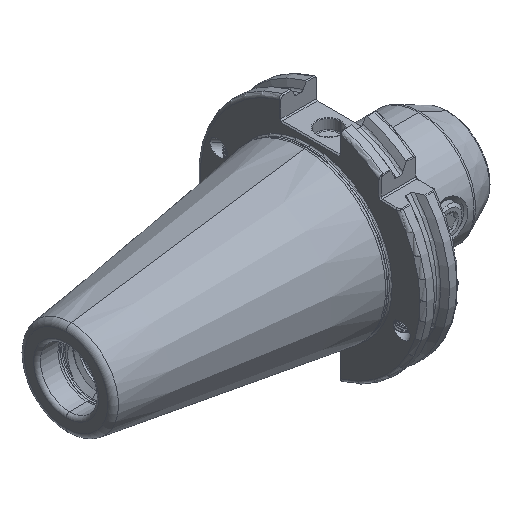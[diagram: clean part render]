
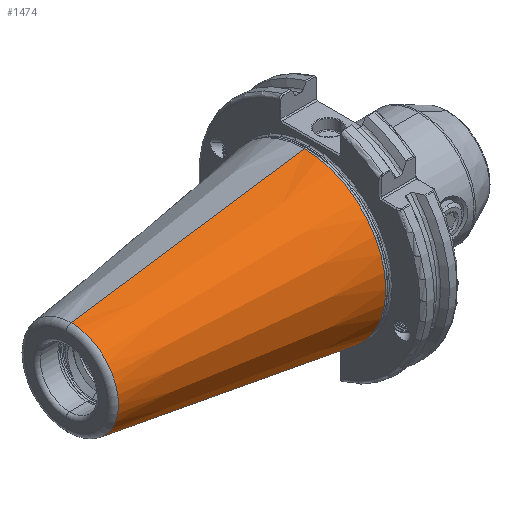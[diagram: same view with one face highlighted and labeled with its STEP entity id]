
A CAD part, isometric view. The second image highlights one B-rep face of the part: STEP entity #1474.
In plain terms, the highlighted conical face has half-angle 8.297 degrees and reference radius 35.392 mm.
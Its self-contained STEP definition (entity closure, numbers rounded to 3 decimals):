
#1063 = ORIENTED_EDGE ( 'NONE', *, *, #15617, .F. ) ;
#1076 = ORIENTED_EDGE ( 'NONE', *, *, #15873, .F. ) ;
#1092 = ORIENTED_EDGE ( 'NONE', *, *, #15914, .T. ) ;
#1097 = ORIENTED_EDGE ( 'NONE', *, *, #15634, .T. ) ;
#1100 = ORIENTED_EDGE ( 'NONE', *, *, #15921, .F. ) ;
#1474 = ADVANCED_FACE ( 'NONE', ( #28151 ), #28205, .T. ) ;
#3774 = CIRCLE ( 'NONE', #12433, 20.399 ) ;
#3782 = CIRCLE ( 'NONE', #12439, 35.027 ) ;
#7996 = CARTESIAN_POINT ( 'NONE',  ( -2.5, 0., 0. ) ) ;
#8001 = DIRECTION ( 'NONE',  ( 0., 1., 0. ) ) ;
#8014 = DIRECTION ( 'NONE',  ( 1., 0., 0. ) ) ;
#8121 = CARTESIAN_POINT ( 'NONE',  ( -102.811, 0., 0. ) ) ;
#8122 = DIRECTION ( 'NONE',  ( 1., 0., 0. ) ) ;
#8129 = DIRECTION ( 'NONE',  ( 0., 0., 1. ) ) ;
#12186 = AXIS2_PLACEMENT_3D ( 'NONE', #30830, #30854, #30831 ) ;
#12433 = AXIS2_PLACEMENT_3D ( 'NONE', #8121, #8122, #8129 ) ;
#12439 = AXIS2_PLACEMENT_3D ( 'NONE', #7996, #8014, #8001 ) ;
#12486 = AXIS2_PLACEMENT_3D ( 'NONE', #27591, #27600, #27586 ) ;
#13940 = VERTEX_POINT ( 'NONE', #14849 ) ;
#13943 = VERTEX_POINT ( 'NONE', #14877 ) ;
#13986 = VERTEX_POINT ( 'NONE', #14928 ) ;
#14207 = EDGE_LOOP ( 'NONE', ( #1076, #1097, #1092, #1063, #1100 ) ) ;
#14849 = CARTESIAN_POINT ( 'NONE',  ( -2.5, 0., -35.027 ) ) ;
#14877 = CARTESIAN_POINT ( 'NONE',  ( -2.5, 0., 35.027 ) ) ;
#14928 = CARTESIAN_POINT ( 'NONE',  ( -2.5, -35.027, 0. ) ) ;
#15617 = EDGE_CURVE ( 'NONE', #13986, #13940, #3782, .T. ) ;
#15634 = EDGE_CURVE ( 'NONE', #28735, #25390, #3774, .T. ) ;
#15873 = EDGE_CURVE ( 'NONE', #28735, #13943, #16008, .T. ) ;
#15914 = EDGE_CURVE ( 'NONE', #25390, #13940, #16043, .T. ) ;
#15921 = EDGE_CURVE ( 'NONE', #13943, #13986, #16048, .T. ) ;
#16002 = VECTOR ( 'NONE', #25792, 1000. ) ;
#16008 = LINE ( 'NONE', #25787, #16002 ) ;
#16043 = LINE ( 'NONE', #27556, #16072 ) ;
#16048 = CIRCLE ( 'NONE', #12486, 35.027 ) ;
#16072 = VECTOR ( 'NONE', #27508, 1000. ) ;
#25390 = VERTEX_POINT ( 'NONE', #27904 ) ;
#25787 = CARTESIAN_POINT ( 'NONE',  ( 0., 0., 35.392 ) ) ;
#25792 = DIRECTION ( 'NONE',  ( 0.99, 0., 0.144 ) ) ;
#27508 = DIRECTION ( 'NONE',  ( 0.99, 0., -0.144 ) ) ;
#27556 = CARTESIAN_POINT ( 'NONE',  ( 0., 0., -35.392 ) ) ;
#27586 = DIRECTION ( 'NONE',  ( 0., 1., 0. ) ) ;
#27591 = CARTESIAN_POINT ( 'NONE',  ( -2.5, 0., 0. ) ) ;
#27600 = DIRECTION ( 'NONE',  ( 1., 0., 0. ) ) ;
#27904 = CARTESIAN_POINT ( 'NONE',  ( -102.811, 0., -20.399 ) ) ;
#27995 = CARTESIAN_POINT ( 'NONE',  ( -102.811, 0., 20.399 ) ) ;
#28151 = FACE_OUTER_BOUND ( 'NONE', #14207, .T. ) ;
#28205 = CONICAL_SURFACE ( 'NONE', #12186, 35.392, 0.145 ) ;
#28735 = VERTEX_POINT ( 'NONE', #27995 ) ;
#30830 = CARTESIAN_POINT ( 'NONE',  ( 0., 0., 0. ) ) ;
#30831 = DIRECTION ( 'NONE',  ( 0., 0., -1. ) ) ;
#30854 = DIRECTION ( 'NONE',  ( 1., 0., 0. ) ) ;
